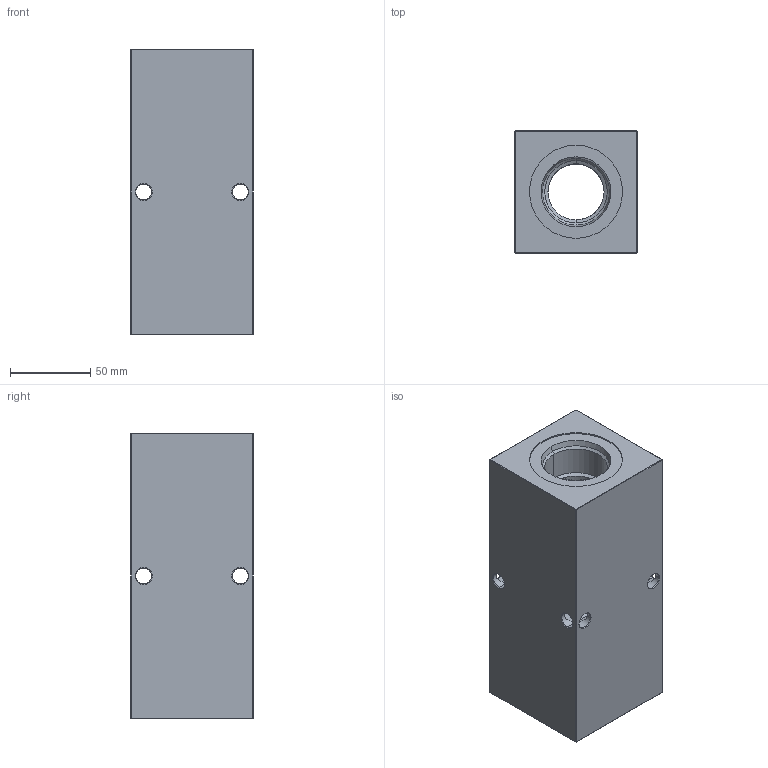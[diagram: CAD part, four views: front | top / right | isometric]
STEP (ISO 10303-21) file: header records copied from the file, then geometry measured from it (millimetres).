
FILE_DESCRIPTION (( 'STEP AP203' ), '1' );
FILE_NAME ('HM-2-90-S-20-20.STEP', '2020-11-09T23:46:02', ( '' ), ( '' ), 'SwSTEP 2.0', 'SolidWorks 2019', '' );
FILE_SCHEMA (( 'CONFIG_CONTROL_DESIGN' ));
Length unit declared in the file: inch
Products named in the file (1): HM-2-90-S-20-20
Bounding box: 76.2 x 76.2 x 177.8 mm (x, y, z)
Volume: 708831.4 mm3; surface area: 93001.4 mm2
Topology: 1 solids, 1 shells, 578 faces, 1501 edges, 966 vertices
Faces by surface type: plane 241, bspline 213, cylinder 66, cone 58
Entity records: 28584 total; most frequent: CARTESIAN_POINT 15931, ORIENTED_EDGE 3002, DIRECTION 1857, EDGE_CURVE 1501, VERTEX_POINT 966, LINE 849, VECTOR 849, EDGE_LOOP 645
